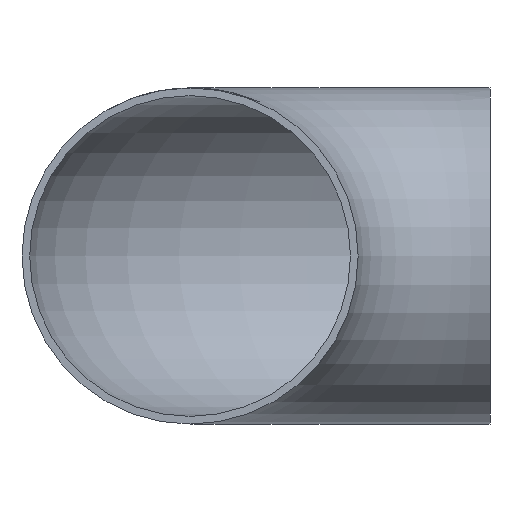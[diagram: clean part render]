
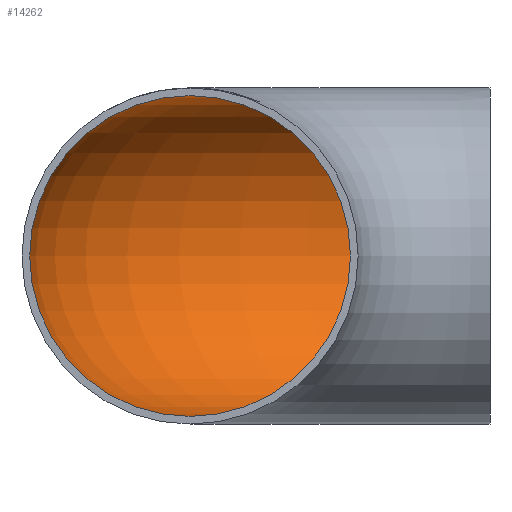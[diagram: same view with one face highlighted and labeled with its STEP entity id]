
A CAD part, front view. The second image highlights one B-rep face of the part: STEP entity #14262.
In plain terms, the highlighted toroidal (fillet/blend) face has major radius 102 mm and minor radius 54.55 mm.
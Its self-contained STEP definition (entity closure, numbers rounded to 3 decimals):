
#517 = ORIENTED_EDGE ( 'NONE', *, *, #19210, .F. ) ;
#969 = CARTESIAN_POINT ( 'NONE',  ( -102., 0., 0. ) ) ;
#981 = EDGE_LOOP ( 'NONE', ( #517 ) ) ;
#1635 = CARTESIAN_POINT ( 'NONE',  ( 0., 0., 0. ) ) ;
#1728 = DIRECTION ( 'NONE',  ( 0., 0., -1. ) ) ;
#2782 = CARTESIAN_POINT ( 'NONE',  ( 0., 156.55, 0. ) ) ;
#3717 = DIRECTION ( 'NONE',  ( 0., 1., 0. ) ) ;
#4197 = CIRCLE ( 'NONE', #4465, 54.55 ) ;
#4465 = AXIS2_PLACEMENT_3D ( 'NONE', #969, #3717, #5199 ) ;
#5199 = DIRECTION ( 'NONE',  ( 0., 0., 1. ) ) ;
#6143 = VERTEX_POINT ( 'NONE', #13636 ) ;
#6361 = DIRECTION ( 'NONE',  ( -1., 0., 0. ) ) ;
#6752 = DIRECTION ( 'NONE',  ( 0., 1., 0. ) ) ;
#8768 = AXIS2_PLACEMENT_3D ( 'NONE', #17488, #17181, #6752 ) ;
#9078 = CIRCLE ( 'NONE', #8768, 54.55 ) ;
#10593 = FACE_OUTER_BOUND ( 'NONE', #11613, .T. ) ;
#11123 = EDGE_CURVE ( 'NONE', #12143, #12143, #9078, .T. ) ;
#11613 = EDGE_LOOP ( 'NONE', ( #15246 ) ) ;
#12143 = VERTEX_POINT ( 'NONE', #2782 ) ;
#13636 = CARTESIAN_POINT ( 'NONE',  ( -102., 0., 54.55 ) ) ;
#14123 = TOROIDAL_SURFACE ( 'NONE', #16651, 102., 54.55 ) ;
#14262 = ADVANCED_FACE ( 'NONE', ( #10593, #18280 ), #14123, .F. ) ;
#15246 = ORIENTED_EDGE ( 'NONE', *, *, #11123, .T. ) ;
#16651 = AXIS2_PLACEMENT_3D ( 'NONE', #1635, #1728, #6361 ) ;
#17181 = DIRECTION ( 'NONE',  ( 1., 0., 0. ) ) ;
#17488 = CARTESIAN_POINT ( 'NONE',  ( 0., 102., 0. ) ) ;
#18280 = FACE_OUTER_BOUND ( 'NONE', #981, .T. ) ;
#19210 = EDGE_CURVE ( 'NONE', #6143, #6143, #4197, .T. ) ;
